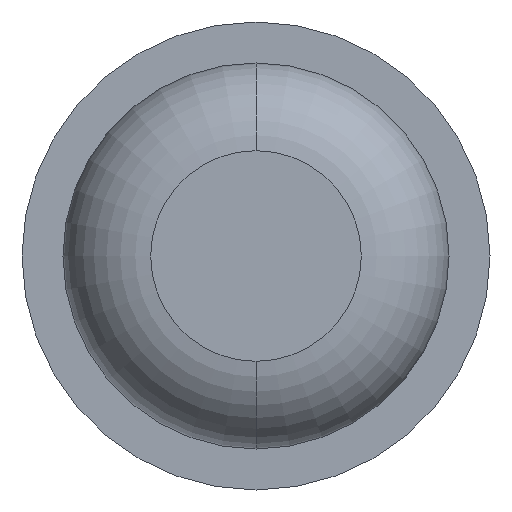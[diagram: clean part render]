
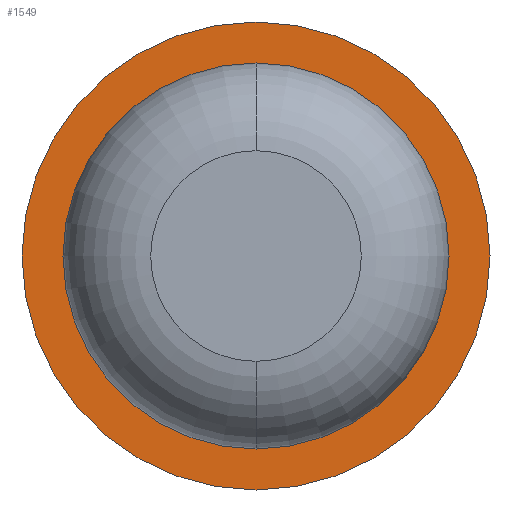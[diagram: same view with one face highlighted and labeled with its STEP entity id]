
A CAD part, front view. The second image highlights one B-rep face of the part: STEP entity #1549.
In plain terms, the highlighted planar face has unit normal (0, -1, 0).
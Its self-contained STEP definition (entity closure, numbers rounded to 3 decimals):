
#14 = DIRECTION ( 'NONE',  ( 0., 1., 0. ) ) ;
#29 = EDGE_CURVE ( 'Defeature ausgef�hrt1_5+Defeature ausgef�hrt1_4+Defeature ausgef�hrt1_4+Defeature ausgef�hrt1_4', #2072, #2470, #1389, .T. ) ;
#64 = CARTESIAN_POINT ( 'NONE',  ( 0., -2., 0. ) ) ;
#163 = DIRECTION ( 'NONE',  ( 0., 0., 1. ) ) ;
#208 = ORIENTED_EDGE ( 'NONE', *, *, #646, .T. ) ;
#329 = ORIENTED_EDGE ( 'NONE', *, *, #2530, .F. ) ;
#449 = CIRCLE ( 'NONE', #1240, 0.825 ) ;
#635 = EDGE_LOOP ( 'NONE', ( #208, #638 ) ) ;
#638 = ORIENTED_EDGE ( 'NONE', *, *, #2925, .T. ) ;
#646 = EDGE_CURVE ( 'Defeature ausgef�hrt1_4+Defeature ausgef�hrt1_0+Defeature ausgef�hrt1_0+Defeature ausgef�hrt1_0', #1407, #2901, #1749, .T. ) ;
#685 = AXIS2_PLACEMENT_3D ( 'NONE', #64, #1244, #1254 ) ;
#696 = CARTESIAN_POINT ( 'NONE',  ( 0., -2., 0. ) ) ;
#830 = CARTESIAN_POINT ( 'NONE',  ( 0., -2., 0.825 ) ) ;
#854 = FACE_OUTER_BOUND ( 'NONE', #2388, .T. ) ;
#879 = DIRECTION ( 'NONE',  ( 0., 1., 0. ) ) ;
#1138 = CIRCLE ( 'NONE', #2689, 1. ) ;
#1176 = CARTESIAN_POINT ( 'NONE',  ( 0., -2., 0. ) ) ;
#1178 = CARTESIAN_POINT ( 'NONE',  ( 0., -2., -1. ) ) ;
#1184 = ORIENTED_EDGE ( 'NONE', *, *, #29, .F. ) ;
#1240 = AXIS2_PLACEMENT_3D ( 'NONE', #1415, #2095, #2130 ) ;
#1244 = DIRECTION ( 'NONE',  ( 0., 1., 0. ) ) ;
#1254 = DIRECTION ( 'NONE',  ( 0., 0., 1. ) ) ;
#1389 = CIRCLE ( 'NONE', #1970, 1. ) ;
#1407 = VERTEX_POINT ( 'NONE', #830 ) ;
#1415 = CARTESIAN_POINT ( 'NONE',  ( 0., -2., 0. ) ) ;
#1549 = ADVANCED_FACE ( 'Defeature ausgef�hrt1_4', ( #854, #2675 ), #3009, .F. ) ;
#1579 = CARTESIAN_POINT ( 'NONE',  ( 1., -2., 0. ) ) ;
#1749 = CIRCLE ( 'NONE', #685, 0.825 ) ;
#1970 = AXIS2_PLACEMENT_3D ( 'NONE', #1176, #14, #2586 ) ;
#2072 = VERTEX_POINT ( 'NONE', #2848 ) ;
#2095 = DIRECTION ( 'NONE',  ( 0., 1., 0. ) ) ;
#2130 = DIRECTION ( 'NONE',  ( 0., 0., 1. ) ) ;
#2327 = DIRECTION ( 'NONE',  ( 0., 1., 0. ) ) ;
#2388 = EDGE_LOOP ( 'NONE', ( #1184, #329 ) ) ;
#2470 = VERTEX_POINT ( 'NONE', #1178 ) ;
#2530 = EDGE_CURVE ( 'Defeature ausgef�hrt1_5+Defeature ausgef�hrt1_4+Defeature ausgef�hrt1_4+Defeature ausgef�hrt1_4', #2470, #2072, #1138, .T. ) ;
#2586 = DIRECTION ( 'NONE',  ( 0., 0., 1. ) ) ;
#2598 = DIRECTION ( 'NONE',  ( 0., 0., 1. ) ) ;
#2675 = FACE_BOUND ( 'NONE', #635, .T. ) ;
#2689 = AXIS2_PLACEMENT_3D ( 'NONE', #696, #2327, #2598 ) ;
#2819 = AXIS2_PLACEMENT_3D ( 'NONE', #1579, #879, #163 ) ;
#2831 = CARTESIAN_POINT ( 'NONE',  ( 0., -2., -0.825 ) ) ;
#2848 = CARTESIAN_POINT ( 'NONE',  ( 0., -2., 1. ) ) ;
#2901 = VERTEX_POINT ( 'NONE', #2831 ) ;
#2925 = EDGE_CURVE ( 'Defeature ausgef�hrt1_4+Defeature ausgef�hrt1_0+Defeature ausgef�hrt1_0+Defeature ausgef�hrt1_0', #2901, #1407, #449, .T. ) ;
#3009 = PLANE ( 'NONE',  #2819 ) ;
